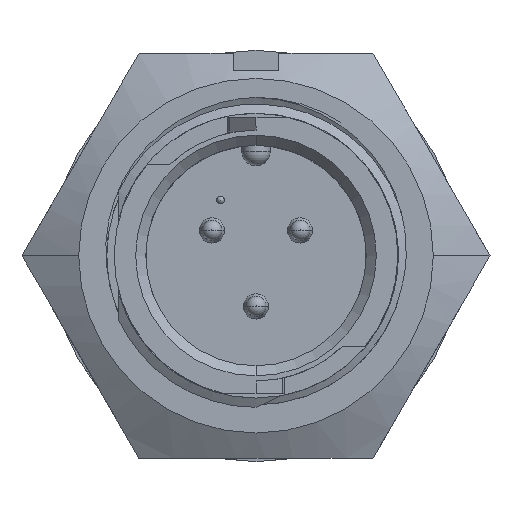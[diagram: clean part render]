
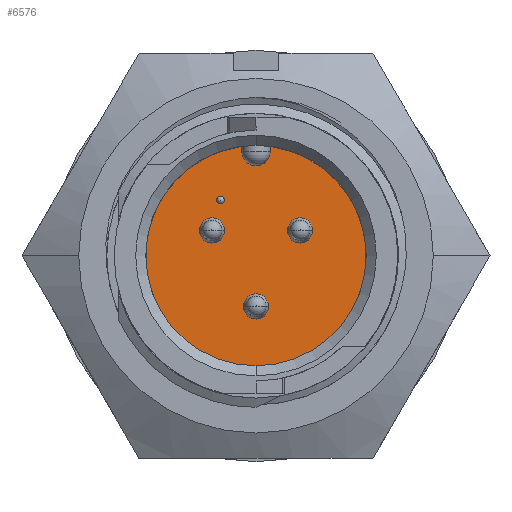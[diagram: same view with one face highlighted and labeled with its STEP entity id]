
A CAD part, top view. The second image highlights one B-rep face of the part: STEP entity #6576.
In plain terms, the highlighted planar face has unit normal (0, 0, 1).
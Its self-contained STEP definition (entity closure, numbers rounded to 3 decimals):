
#310 = CARTESIAN_POINT ( 'NONE',  ( 0.711, 5.22, -8.382 ) ) ;
#327 = VERTEX_POINT ( 'NONE', #5752 ) ;
#375 = EDGE_CURVE ( 'NONE', #12997, #7238, #10912, .T. ) ;
#436 = DIRECTION ( 'NONE',  ( 1., 0., 0. ) ) ;
#515 = EDGE_LOOP ( 'NONE', ( #682, #2061 ) ) ;
#518 = CARTESIAN_POINT ( 'NONE',  ( -1.778, 2.794, -8.382 ) ) ;
#564 = CARTESIAN_POINT ( 'NONE',  ( 2.21, 1.27, -8.382 ) ) ;
#584 = CARTESIAN_POINT ( 'NONE',  ( 0., -2.54, -8.382 ) ) ;
#585 = ORIENTED_EDGE ( 'NONE', *, *, #7040, .F. ) ;
#661 = EDGE_CURVE ( 'NONE', #7238, #12997, #11503, .T. ) ;
#682 = ORIENTED_EDGE ( 'NONE', *, *, #6450, .F. ) ;
#727 = FACE_BOUND ( 'NONE', #10926, .T. ) ;
#963 = CIRCLE ( 'NONE', #1892, 0.711 ) ;
#1323 = ORIENTED_EDGE ( 'NONE', *, *, #7925, .T. ) ;
#1392 = DIRECTION ( 'NONE',  ( 0., 1., 0. ) ) ;
#1687 = CIRCLE ( 'NONE', #9343, 0.632 ) ;
#1768 = DIRECTION ( 'NONE',  ( 0., 0., 1. ) ) ;
#1892 = AXIS2_PLACEMENT_3D ( 'NONE', #5285, #7533, #14132 ) ;
#1908 = DIRECTION ( 'NONE',  ( 0., 0., 1. ) ) ;
#1961 = DIRECTION ( 'NONE',  ( 0., 0., 1. ) ) ;
#1971 = FACE_BOUND ( 'NONE', #11683, .T. ) ;
#2061 = ORIENTED_EDGE ( 'NONE', *, *, #8151, .F. ) ;
#2129 = CARTESIAN_POINT ( 'NONE',  ( 2.842, 1.27, -8.382 ) ) ;
#2183 = VECTOR ( 'NONE', #7183, 1000. ) ;
#2281 = CARTESIAN_POINT ( 'NONE',  ( 0., 0., -8.382 ) ) ;
#2427 = VECTOR ( 'NONE', #13606, 1000. ) ;
#2495 = DIRECTION ( 'NONE',  ( 0., 0., 1. ) ) ;
#2874 = DIRECTION ( 'NONE',  ( 1., 0., 0. ) ) ;
#2996 = DIRECTION ( 'NONE',  ( 1., 0., 0. ) ) ;
#3376 = EDGE_CURVE ( 'NONE', #7313, #327, #963, .T. ) ;
#3501 = AXIS2_PLACEMENT_3D ( 'NONE', #2281, #10864, #12020 ) ;
#3756 = EDGE_LOOP ( 'NONE', ( #5975, #585 ) ) ;
#3841 = EDGE_CURVE ( 'NONE', #3966, #11252, #5837, .T. ) ;
#3966 = VERTEX_POINT ( 'NONE', #9864 ) ;
#3986 = DIRECTION ( 'NONE',  ( 1., 0., 0. ) ) ;
#4146 = CARTESIAN_POINT ( 'NONE',  ( -1.778, 2.794, -8.382 ) ) ;
#4365 = CARTESIAN_POINT ( 'NONE',  ( -2.21, 1.27, -8.382 ) ) ;
#4371 = CARTESIAN_POINT ( 'NONE',  ( -1.778, 2.984, -8.382 ) ) ;
#4488 = EDGE_CURVE ( 'NONE', #11557, #5102, #6089, .T. ) ;
#4717 = CIRCLE ( 'NONE', #13514, 0.632 ) ;
#4961 = CIRCLE ( 'NONE', #10974, 5.524 ) ;
#5033 = DIRECTION ( 'NONE',  ( 0., 0., 1. ) ) ;
#5102 = VERTEX_POINT ( 'NONE', #12881 ) ;
#5285 = CARTESIAN_POINT ( 'NONE',  ( 0., 5.22, -8.382 ) ) ;
#5620 = AXIS2_PLACEMENT_3D ( 'NONE', #10726, #6306, #2874 ) ;
#5752 = CARTESIAN_POINT ( 'NONE',  ( 0.711, 5.22, -8.382 ) ) ;
#5837 = CIRCLE ( 'NONE', #3501, 5.524 ) ;
#5853 = ORIENTED_EDGE ( 'NONE', *, *, #13844, .F. ) ;
#5898 = CIRCLE ( 'NONE', #6600, 0.632 ) ;
#5975 = ORIENTED_EDGE ( 'NONE', *, *, #14289, .F. ) ;
#6089 = CIRCLE ( 'NONE', #5620, 0.632 ) ;
#6111 = AXIS2_PLACEMENT_3D ( 'NONE', #7651, #1908, #2996 ) ;
#6128 = CARTESIAN_POINT ( 'NONE',  ( 0.632, -2.54, -8.382 ) ) ;
#6176 = LINE ( 'NONE', #11595, #2183 ) ;
#6306 = DIRECTION ( 'NONE',  ( 0., 0., 1. ) ) ;
#6395 = CARTESIAN_POINT ( 'NONE',  ( -0.632, -2.54, -8.382 ) ) ;
#6450 = EDGE_CURVE ( 'NONE', #13314, #8753, #1687, .T. ) ;
#6484 = PLANE ( 'NONE',  #7722 ) ;
#6551 = DIRECTION ( 'NONE',  ( 0., 1., 0. ) ) ;
#6576 = ADVANCED_FACE ( 'NONE', ( #14174, #727, #1971, #10753, #14242 ), #6484, .F. ) ;
#6600 = AXIS2_PLACEMENT_3D ( 'NONE', #4365, #10889, #12115 ) ;
#7040 = EDGE_CURVE ( 'NONE', #11019, #12024, #12347, .T. ) ;
#7183 = DIRECTION ( 'NONE',  ( 0., -1., 0. ) ) ;
#7238 = VERTEX_POINT ( 'NONE', #4371 ) ;
#7313 = VERTEX_POINT ( 'NONE', #13281 ) ;
#7368 = CARTESIAN_POINT ( 'NONE',  ( 1.578, 1.27, -8.382 ) ) ;
#7533 = DIRECTION ( 'NONE',  ( 0., 0., 1. ) ) ;
#7651 = CARTESIAN_POINT ( 'NONE',  ( 2.21, 1.27, -8.382 ) ) ;
#7722 = AXIS2_PLACEMENT_3D ( 'NONE', #9670, #13142, #6551 ) ;
#7925 = EDGE_CURVE ( 'NONE', #11252, #10841, #4961, .T. ) ;
#8151 = EDGE_CURVE ( 'NONE', #8753, #13314, #4717, .T. ) ;
#8243 = CARTESIAN_POINT ( 'NONE',  ( 0., 0., -8.382 ) ) ;
#8552 = ORIENTED_EDGE ( 'NONE', *, *, #3841, .T. ) ;
#8753 = VERTEX_POINT ( 'NONE', #6395 ) ;
#9254 = CARTESIAN_POINT ( 'NONE',  ( 0.711, 5.479, -8.382 ) ) ;
#9343 = AXIS2_PLACEMENT_3D ( 'NONE', #584, #5033, #436 ) ;
#9670 = CARTESIAN_POINT ( 'NONE',  ( 0., 0., -8.382 ) ) ;
#9778 = ORIENTED_EDGE ( 'NONE', *, *, #3376, .F. ) ;
#9846 = CARTESIAN_POINT ( 'NONE',  ( -1.778, 2.603, -8.382 ) ) ;
#9864 = CARTESIAN_POINT ( 'NONE',  ( -0.711, 5.479, -8.382 ) ) ;
#10365 = DIRECTION ( 'NONE',  ( 0., 0., 1. ) ) ;
#10684 = EDGE_CURVE ( 'NONE', #3966, #7313, #6176, .T. ) ;
#10726 = CARTESIAN_POINT ( 'NONE',  ( -2.21, 1.27, -8.382 ) ) ;
#10753 = FACE_BOUND ( 'NONE', #3756, .T. ) ;
#10841 = VERTEX_POINT ( 'NONE', #9254 ) ;
#10864 = DIRECTION ( 'NONE',  ( 0., 0., 1. ) ) ;
#10889 = DIRECTION ( 'NONE',  ( 0., 0., 1. ) ) ;
#10912 = CIRCLE ( 'NONE', #11356, 0.19 ) ;
#10926 = EDGE_LOOP ( 'NONE', ( #12369, #11075 ) ) ;
#10932 = CARTESIAN_POINT ( 'NONE',  ( -1.578, 1.27, -8.382 ) ) ;
#10942 = EDGE_CURVE ( 'NONE', #327, #10841, #13676, .T. ) ;
#10974 = AXIS2_PLACEMENT_3D ( 'NONE', #8243, #2495, #12653 ) ;
#11019 = VERTEX_POINT ( 'NONE', #7368 ) ;
#11075 = ORIENTED_EDGE ( 'NONE', *, *, #375, .F. ) ;
#11252 = VERTEX_POINT ( 'NONE', #11847 ) ;
#11329 = DIRECTION ( 'NONE',  ( 0., 0., 1. ) ) ;
#11335 = EDGE_LOOP ( 'NONE', ( #13685, #8552, #1323, #11726, #9778 ) ) ;
#11356 = AXIS2_PLACEMENT_3D ( 'NONE', #4146, #1961, #12981 ) ;
#11454 = ORIENTED_EDGE ( 'NONE', *, *, #4488, .F. ) ;
#11503 = CIRCLE ( 'NONE', #11729, 0.19 ) ;
#11557 = VERTEX_POINT ( 'NONE', #10932 ) ;
#11595 = CARTESIAN_POINT ( 'NONE',  ( -0.711, 5.479, -8.382 ) ) ;
#11683 = EDGE_LOOP ( 'NONE', ( #11454, #5853 ) ) ;
#11700 = CARTESIAN_POINT ( 'NONE',  ( 0., -2.54, -8.382 ) ) ;
#11726 = ORIENTED_EDGE ( 'NONE', *, *, #10942, .F. ) ;
#11729 = AXIS2_PLACEMENT_3D ( 'NONE', #518, #11329, #1392 ) ;
#11847 = CARTESIAN_POINT ( 'NONE',  ( 0., -5.524, -8.382 ) ) ;
#12020 = DIRECTION ( 'NONE',  ( 0., -1., 0. ) ) ;
#12024 = VERTEX_POINT ( 'NONE', #2129 ) ;
#12115 = DIRECTION ( 'NONE',  ( 1., 0., 0. ) ) ;
#12347 = CIRCLE ( 'NONE', #6111, 0.632 ) ;
#12364 = CIRCLE ( 'NONE', #14016, 0.632 ) ;
#12369 = ORIENTED_EDGE ( 'NONE', *, *, #661, .F. ) ;
#12653 = DIRECTION ( 'NONE',  ( 0., -1., 0. ) ) ;
#12881 = CARTESIAN_POINT ( 'NONE',  ( -2.842, 1.27, -8.382 ) ) ;
#12941 = DIRECTION ( 'NONE',  ( 1., 0., 0. ) ) ;
#12981 = DIRECTION ( 'NONE',  ( 0., 1., 0. ) ) ;
#12997 = VERTEX_POINT ( 'NONE', #9846 ) ;
#13142 = DIRECTION ( 'NONE',  ( 0., 0., -1. ) ) ;
#13281 = CARTESIAN_POINT ( 'NONE',  ( -0.711, 5.22, -8.382 ) ) ;
#13314 = VERTEX_POINT ( 'NONE', #6128 ) ;
#13514 = AXIS2_PLACEMENT_3D ( 'NONE', #11700, #1768, #12941 ) ;
#13606 = DIRECTION ( 'NONE',  ( 0., 1., 0. ) ) ;
#13676 = LINE ( 'NONE', #310, #2427 ) ;
#13685 = ORIENTED_EDGE ( 'NONE', *, *, #10684, .F. ) ;
#13844 = EDGE_CURVE ( 'NONE', #5102, #11557, #5898, .T. ) ;
#14016 = AXIS2_PLACEMENT_3D ( 'NONE', #564, #10365, #3986 ) ;
#14132 = DIRECTION ( 'NONE',  ( 1., 0., 0. ) ) ;
#14174 = FACE_OUTER_BOUND ( 'NONE', #11335, .T. ) ;
#14242 = FACE_BOUND ( 'NONE', #515, .T. ) ;
#14289 = EDGE_CURVE ( 'NONE', #12024, #11019, #12364, .T. ) ;
